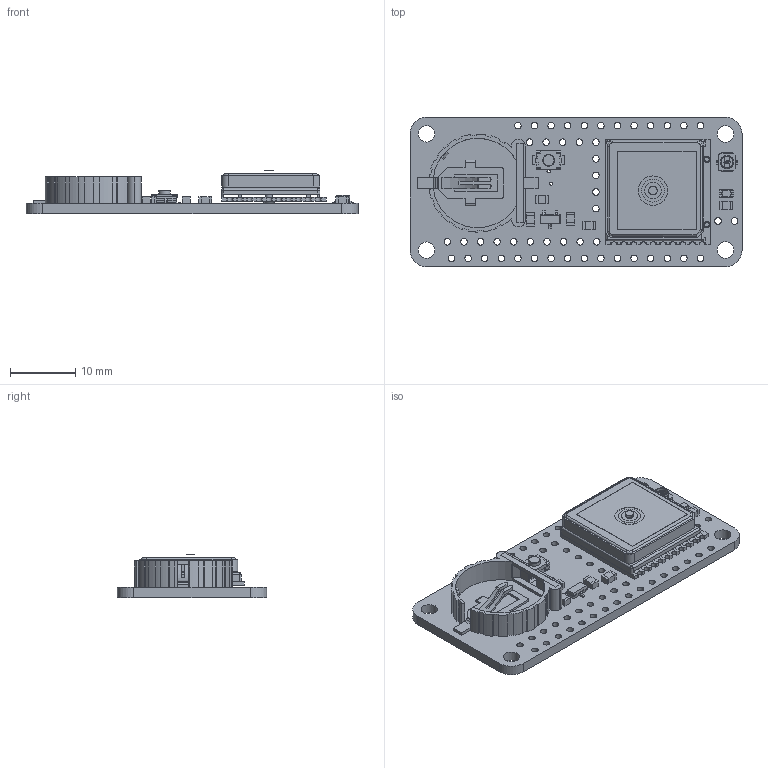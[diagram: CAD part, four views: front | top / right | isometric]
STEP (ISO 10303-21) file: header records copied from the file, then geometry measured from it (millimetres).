
FILE_DESCRIPTION(/* description */ (''),/* implementation_level */ '2;1');
FILE_NAME(/* name */ '3133 Adafruit Ultimate GPS FeatherWing.step',/* time_stamp */ '2018-11-14T10:29:50-05:00',/* author */ ('Adafruit'),/* organization */ (''),/* preprocessor_version */ 'ST-DEVELOPER v17.2',/* originating_system */ 'Autodesk Translation Framework v7.6.0.251',/* authorisation */ '');
FILE_SCHEMA (('AUTOMOTIVE_DESIGN { 1 0 10303 214 3 1 1 }'));
Length unit declared in the file: millimetre
Products named in the file (10): Adafruit Ultimate GPS FeatherWing; PCB Component; Board; FGPMMOPA6H; RED; 100K; CR1220; uFL; KMR2; DMG3415U-7 
Assembly tree (13 placements, depth 3):
  Adafruit Ultimate GPS FeatherWing
    PCB Component
      Board
      FGPMMOPA6H
      RED
      100K  x5
      CR1220
      uFL
      KMR2
      DMG3415U-7 
Bounding box: 50.8 x 22.86 x 6.62 mm (x, y, z)
Volume: 2700.9 mm3; surface area: 6452.8 mm2
Topology: 50 solids, 50 shells, 1015 faces, 2682 edges, 1771 vertices
Faces by surface type: plane 741, cylinder 245, sphere 13, torus 8, cone 6, bspline 2
Full cylindrical faces by diameter (mm): 0.4 x1, 0.45 x1, 0.5 x11, 0.7 x4, 1 x59, 1.2 x2, 1.25 x2, 1.3 x1, 1.5 x2, 1.8 x2, 1.95 x1, 2 x4, 2.5 x3, 2.54 x2, 3 x1, 3.5 x1, 4.5 x1
Entity records: 30864 total; most frequent: CARTESIAN_POINT 5253, DIRECTION 5061, ORIENTED_EDGE 5050, EDGE_CURVE 2525, LINE 1937, VECTOR 1937, VERTEX_POINT 1675, AXIS2_PLACEMENT_3D 1562
